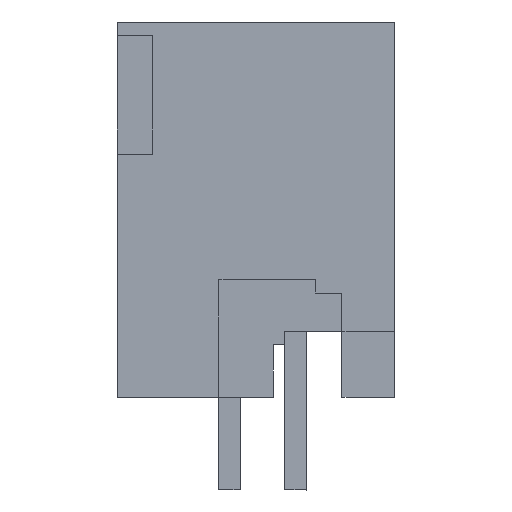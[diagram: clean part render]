
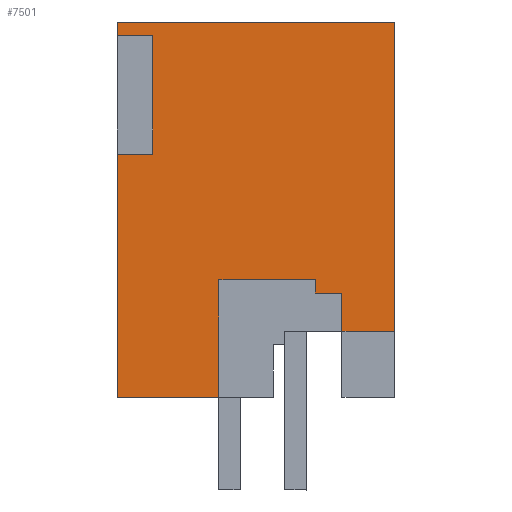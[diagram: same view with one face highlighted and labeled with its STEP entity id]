
A CAD part, left-side view. The second image highlights one B-rep face of the part: STEP entity #7501.
In plain terms, the highlighted planar face has unit normal (-1, 0, 0).
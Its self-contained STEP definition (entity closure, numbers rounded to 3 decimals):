
#7429=AXIS2_PLACEMENT_3D('Plane Axis2P3D',#7426,#7427,#7428) ;
#1447=CARTESIAN_POINT('Vertex',(0.,6.65,3.5)) ;
#1450=CARTESIAN_POINT('Line Origine',(0.,8.575,3.5)) ;
#1454=CARTESIAN_POINT('Vertex',(0.,10.5,3.5)) ;
#2846=CARTESIAN_POINT('Vertex',(0.,2.,6.)) ;
#2849=CARTESIAN_POINT('Line Origine',(0.,2.,6.725)) ;
#2853=CARTESIAN_POINT('Vertex',(0.,2.,7.45)) ;
#2885=CARTESIAN_POINT('Line Origine',(0.,2.5,7.45)) ;
#2889=CARTESIAN_POINT('Vertex',(0.,3.,7.45)) ;
#2907=CARTESIAN_POINT('Line Origine',(0.,3.,7.7)) ;
#2911=CARTESIAN_POINT('Vertex',(0.,3.,7.95)) ;
#2936=CARTESIAN_POINT('Line Origine',(0.,4.825,7.95)) ;
#2940=CARTESIAN_POINT('Vertex',(0.,6.65,7.95)) ;
#2965=CARTESIAN_POINT('Line Origine',(0.,6.65,5.725)) ;
#7426=CARTESIAN_POINT('Axis2P3D Location',(0.,10.5,0.)) ;
#7431=CARTESIAN_POINT('Line Origine',(0.,10.5,8.1)) ;
#7435=CARTESIAN_POINT('Vertex',(0.,10.5,12.7)) ;
#7438=CARTESIAN_POINT('Line Origine',(0.,1.,6.)) ;
#7442=CARTESIAN_POINT('Vertex',(0.,0.,6.)) ;
#7445=CARTESIAN_POINT('Line Origine',(0.,0.,11.85)) ;
#7449=CARTESIAN_POINT('Vertex',(0.,0.,17.7)) ;
#7452=CARTESIAN_POINT('Line Origine',(0.,5.25,17.7)) ;
#7456=CARTESIAN_POINT('Vertex',(0.,10.5,17.7)) ;
#7459=CARTESIAN_POINT('Line Origine',(0.,10.5,17.45)) ;
#7463=CARTESIAN_POINT('Vertex',(0.,10.5,17.2)) ;
#7466=CARTESIAN_POINT('Line Origine',(0.,9.825,17.2)) ;
#7470=CARTESIAN_POINT('Vertex',(0.,9.15,17.2)) ;
#7473=CARTESIAN_POINT('Line Origine',(0.,9.15,14.95)) ;
#7477=CARTESIAN_POINT('Vertex',(0.,9.15,12.7)) ;
#7480=CARTESIAN_POINT('Line Origine',(0.,9.825,12.7)) ;
#1451=DIRECTION('Vector Direction',(0.,1.,0.)) ;
#2850=DIRECTION('Vector Direction',(0.,0.,-1.)) ;
#2886=DIRECTION('Vector Direction',(0.,1.,0.)) ;
#2908=DIRECTION('Vector Direction',(0.,0.,1.)) ;
#2937=DIRECTION('Vector Direction',(0.,1.,0.)) ;
#2966=DIRECTION('Vector Direction',(0.,0.,1.)) ;
#7427=DIRECTION('Axis2P3D Direction',(-1.,0.,0.)) ;
#7428=DIRECTION('Axis2P3D XDirection',(0.,0.,1.)) ;
#7432=DIRECTION('Vector Direction',(0.,0.,1.)) ;
#7439=DIRECTION('Vector Direction',(0.,1.,0.)) ;
#7446=DIRECTION('Vector Direction',(0.,0.,1.)) ;
#7453=DIRECTION('Vector Direction',(0.,1.,0.)) ;
#7460=DIRECTION('Vector Direction',(0.,0.,1.)) ;
#7467=DIRECTION('Vector Direction',(0.,-1.,0.)) ;
#7474=DIRECTION('Vector Direction',(0.,0.,-1.)) ;
#7481=DIRECTION('Vector Direction',(0.,-1.,0.)) ;
#1452=VECTOR('Line Direction',#1451,1.) ;
#2851=VECTOR('Line Direction',#2850,1.) ;
#2887=VECTOR('Line Direction',#2886,1.) ;
#2909=VECTOR('Line Direction',#2908,1.) ;
#2938=VECTOR('Line Direction',#2937,1.) ;
#2967=VECTOR('Line Direction',#2966,1.) ;
#7433=VECTOR('Line Direction',#7432,1.) ;
#7440=VECTOR('Line Direction',#7439,1.) ;
#7447=VECTOR('Line Direction',#7446,1.) ;
#7454=VECTOR('Line Direction',#7453,1.) ;
#7461=VECTOR('Line Direction',#7460,1.) ;
#7468=VECTOR('Line Direction',#7467,1.) ;
#7475=VECTOR('Line Direction',#7474,1.) ;
#7482=VECTOR('Line Direction',#7481,1.) ;
#7486=ORIENTED_EDGE('',*,*,#7437,.T.) ;
#7487=ORIENTED_EDGE('',*,*,#1456,.T.) ;
#7488=ORIENTED_EDGE('',*,*,#2969,.T.) ;
#7489=ORIENTED_EDGE('',*,*,#2942,.T.) ;
#7490=ORIENTED_EDGE('',*,*,#2913,.T.) ;
#7491=ORIENTED_EDGE('',*,*,#2891,.T.) ;
#7492=ORIENTED_EDGE('',*,*,#2855,.T.) ;
#7493=ORIENTED_EDGE('',*,*,#7444,.T.) ;
#7494=ORIENTED_EDGE('',*,*,#7451,.T.) ;
#7495=ORIENTED_EDGE('',*,*,#7458,.T.) ;
#7496=ORIENTED_EDGE('',*,*,#7465,.T.) ;
#7497=ORIENTED_EDGE('',*,*,#7472,.F.) ;
#7498=ORIENTED_EDGE('',*,*,#7479,.F.) ;
#7499=ORIENTED_EDGE('',*,*,#7484,.F.) ;
#7501=ADVANCED_FACE('HOUSING',(#7500),#7430,.T.) ;
#1456=EDGE_CURVE('',#1455,#1448,#1453,.F.) ;
#2855=EDGE_CURVE('',#2854,#2847,#2852,.T.) ;
#2891=EDGE_CURVE('',#2890,#2854,#2888,.F.) ;
#2913=EDGE_CURVE('',#2912,#2890,#2910,.F.) ;
#2942=EDGE_CURVE('',#2941,#2912,#2939,.F.) ;
#2969=EDGE_CURVE('',#1448,#2941,#2968,.T.) ;
#7437=EDGE_CURVE('',#7436,#1455,#7434,.F.) ;
#7444=EDGE_CURVE('',#2847,#7443,#7441,.F.) ;
#7451=EDGE_CURVE('',#7443,#7450,#7448,.T.) ;
#7458=EDGE_CURVE('',#7450,#7457,#7455,.T.) ;
#7465=EDGE_CURVE('',#7457,#7464,#7462,.F.) ;
#7472=EDGE_CURVE('',#7471,#7464,#7469,.F.) ;
#7479=EDGE_CURVE('',#7478,#7471,#7476,.F.) ;
#7484=EDGE_CURVE('',#7436,#7478,#7483,.T.) ;
#7485=EDGE_LOOP('',(#7486,#7487,#7488,#7489,#7490,#7491,#7492,#7493,#7494,#7495,#7496,#7497,#7498,#7499)) ;
#7500=FACE_OUTER_BOUND('',#7485,.T.) ;
#1453=LINE('Line',#1450,#1452) ;
#2852=LINE('Line',#2849,#2851) ;
#2888=LINE('Line',#2885,#2887) ;
#2910=LINE('Line',#2907,#2909) ;
#2939=LINE('Line',#2936,#2938) ;
#2968=LINE('Line',#2965,#2967) ;
#7434=LINE('Line',#7431,#7433) ;
#7441=LINE('Line',#7438,#7440) ;
#7448=LINE('Line',#7445,#7447) ;
#7455=LINE('Line',#7452,#7454) ;
#7462=LINE('Line',#7459,#7461) ;
#7469=LINE('Line',#7466,#7468) ;
#7476=LINE('Line',#7473,#7475) ;
#7483=LINE('Line',#7480,#7482) ;
#7430=PLANE('',#7429) ;
#1448=VERTEX_POINT('',#1447) ;
#1455=VERTEX_POINT('',#1454) ;
#2847=VERTEX_POINT('',#2846) ;
#2854=VERTEX_POINT('',#2853) ;
#2890=VERTEX_POINT('',#2889) ;
#2912=VERTEX_POINT('',#2911) ;
#2941=VERTEX_POINT('',#2940) ;
#7436=VERTEX_POINT('',#7435) ;
#7443=VERTEX_POINT('',#7442) ;
#7450=VERTEX_POINT('',#7449) ;
#7457=VERTEX_POINT('',#7456) ;
#7464=VERTEX_POINT('',#7463) ;
#7471=VERTEX_POINT('',#7470) ;
#7478=VERTEX_POINT('',#7477) ;
